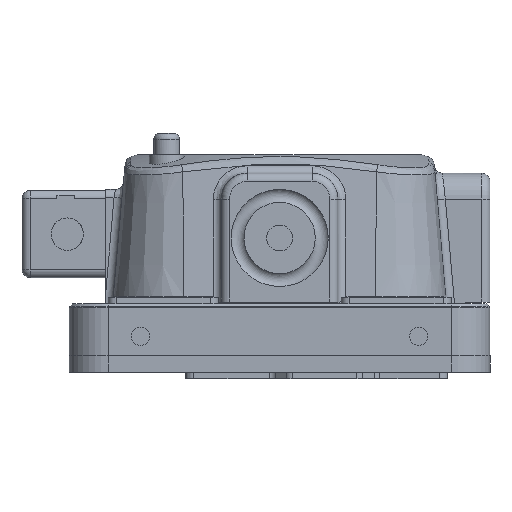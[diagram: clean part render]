
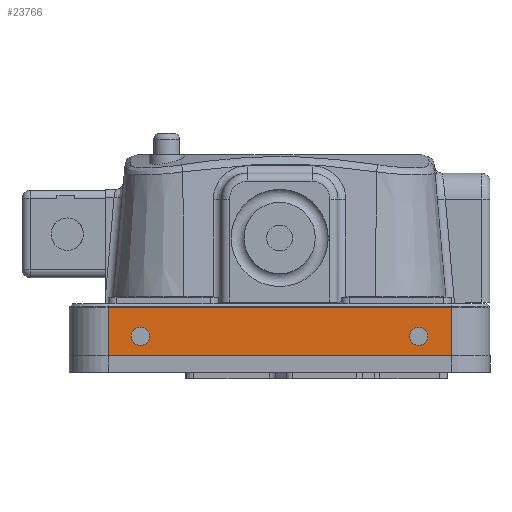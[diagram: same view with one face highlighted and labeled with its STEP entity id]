
A CAD part, front view. The second image highlights one B-rep face of the part: STEP entity #23766.
In plain terms, the highlighted planar face has unit normal (0, -1, 0).
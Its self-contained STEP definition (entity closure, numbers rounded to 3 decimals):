
#843=FACE_BOUND('',#5008,.T.);
#844=FACE_BOUND('',#5009,.T.);
#1631=CIRCLE('',#25956,2.8);
#1633=CIRCLE('',#25960,2.8);
#2186=PLANE('',#25992);
#3472=FACE_OUTER_BOUND('',#5007,.T.);
#5007=EDGE_LOOP('',(#20632,#20633,#20634,#20635));
#5008=EDGE_LOOP('',(#20636));
#5009=EDGE_LOOP('',(#20637));
#6736=LINE('',#47532,#8545);
#6737=LINE('',#47534,#8546);
#6738=LINE('',#47536,#8547);
#6739=LINE('',#47537,#8548);
#8545=VECTOR('',#31396,10.);
#8546=VECTOR('',#31397,12.);
#8547=VECTOR('',#31398,10.);
#8548=VECTOR('',#31399,12.);
#11180=VERTEX_POINT('',#47409);
#11182=VERTEX_POINT('',#47416);
#11221=VERTEX_POINT('',#47530);
#11222=VERTEX_POINT('',#47531);
#11223=VERTEX_POINT('',#47533);
#11224=VERTEX_POINT('',#47535);
#14384=EDGE_CURVE('',#11180,#11180,#1631,.T.);
#14387=EDGE_CURVE('',#11182,#11182,#1633,.T.);
#14441=EDGE_CURVE('',#11221,#11222,#6736,.T.);
#14442=EDGE_CURVE('',#11221,#11223,#6737,.T.);
#14443=EDGE_CURVE('',#11224,#11223,#6738,.T.);
#14444=EDGE_CURVE('',#11222,#11224,#6739,.T.);
#20632=ORIENTED_EDGE('',*,*,#14441,.F.);
#20633=ORIENTED_EDGE('',*,*,#14442,.T.);
#20634=ORIENTED_EDGE('',*,*,#14443,.F.);
#20635=ORIENTED_EDGE('',*,*,#14444,.F.);
#20636=ORIENTED_EDGE('',*,*,#14384,.T.);
#20637=ORIENTED_EDGE('',*,*,#14387,.T.);
#23766=ADVANCED_FACE('',(#3472,#843,#844),#2186,.F.);
#25956=AXIS2_PLACEMENT_3D('',#47411,#31280,#31281);
#25960=AXIS2_PLACEMENT_3D('',#47418,#31289,#31290);
#25992=AXIS2_PLACEMENT_3D('',#47529,#31394,#31395);
#31280=DIRECTION('center_axis',(0.,1.,0.));
#31281=DIRECTION('ref_axis',(1.,0.,0.));
#31289=DIRECTION('center_axis',(0.,1.,0.));
#31290=DIRECTION('ref_axis',(1.,0.,0.));
#31394=DIRECTION('center_axis',(0.,1.,0.));
#31395=DIRECTION('ref_axis',(-1.,0.,0.));
#31396=DIRECTION('',(-1.,0.,0.));
#31397=DIRECTION('',(0.,0.,1.));
#31398=DIRECTION('',(1.,0.,0.));
#31399=DIRECTION('',(0.,0.,1.));
#47409=CARTESIAN_POINT('',(169.2,-60.,-7.075));
#47411=CARTESIAN_POINT('Origin',(172.,-60.,-7.075));
#47416=CARTESIAN_POINT('',(255.2,-60.,-7.075));
#47418=CARTESIAN_POINT('Origin',(258.,-60.,-7.075));
#47529=CARTESIAN_POINT('Origin',(280.,-60.,-7.));
#47530=CARTESIAN_POINT('',(268.,-60.,-13.15));
#47531=CARTESIAN_POINT('',(162.,-60.,-13.15));
#47532=CARTESIAN_POINT('',(279.,-60.,-13.15));
#47533=CARTESIAN_POINT('',(268.,-60.,1.793));
#47534=CARTESIAN_POINT('',(268.,-60.,-7.));
#47535=CARTESIAN_POINT('',(162.,-60.,1.793));
#47536=CARTESIAN_POINT('',(263.75,-60.,1.793));
#47537=CARTESIAN_POINT('',(162.,-60.,-7.));
